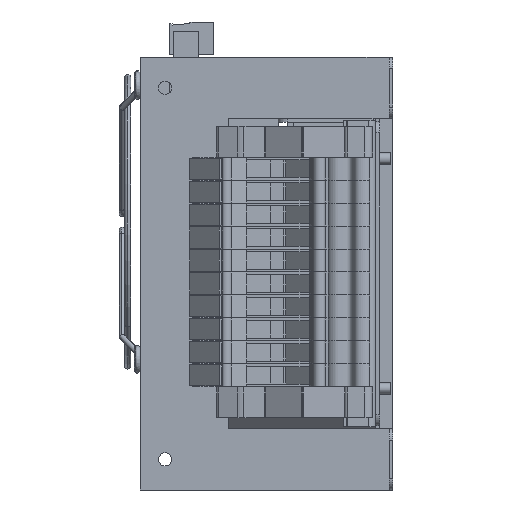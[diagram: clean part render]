
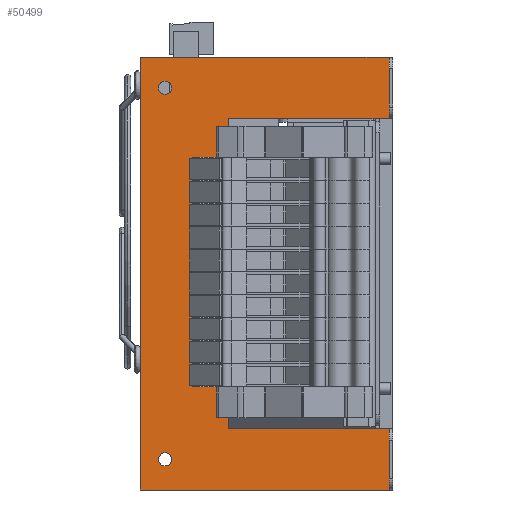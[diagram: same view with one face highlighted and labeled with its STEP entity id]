
A CAD part, left-side view. The second image highlights one B-rep face of the part: STEP entity #50499.
In plain terms, the highlighted planar face has unit normal (-1, 0, 0).
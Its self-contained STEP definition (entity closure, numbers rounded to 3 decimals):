
#451 = LINE ( 'NONE', #110049, #43949 ) ;
#2624 = VERTEX_POINT ( 'NONE', #27481 ) ;
#3305 = CARTESIAN_POINT ( 'NONE',  ( 14., 1.5, 16. ) ) ;
#4101 = DIRECTION ( 'NONE',  ( 0., 1., 0. ) ) ;
#5500 = CARTESIAN_POINT ( 'NONE',  ( 14., 43.5, 16. ) ) ;
#7031 = LINE ( 'NONE', #124527, #100999 ) ;
#7648 = VERTEX_POINT ( 'NONE', #68850 ) ;
#12505 = CARTESIAN_POINT ( 'NONE',  ( 14., 1.5, 97. ) ) ;
#14921 = LINE ( 'NONE', #5500, #89995 ) ;
#15062 = LINE ( 'NONE', #99632, #36296 ) ;
#16065 = CARTESIAN_POINT ( 'NONE',  ( 14., 60., 103.3 ) ) ;
#17220 = DIRECTION ( 'NONE',  ( 0., 0., -1. ) ) ;
#18666 = CARTESIAN_POINT ( 'NONE',  ( 14., 1.5, 16. ) ) ;
#19193 = AXIS2_PLACEMENT_3D ( 'NONE', #151952, #59463, #140203 ) ;
#20465 = LINE ( 'NONE', #139520, #90226 ) ;
#22722 = DIRECTION ( 'NONE',  ( 0., -1., 0. ) ) ;
#25388 = CIRCLE ( 'NONE', #105476, 1.7 ) ;
#27481 = CARTESIAN_POINT ( 'NONE',  ( 14., 1.5, 113. ) ) ;
#27684 = CARTESIAN_POINT ( 'NONE',  ( 14., 66.5, 113. ) ) ;
#28347 = EDGE_CURVE ( 'NONE', #82278, #48890, #451, .T. ) ;
#28933 = EDGE_LOOP ( 'NONE', ( #43743, #43630 ) ) ;
#31278 = CARTESIAN_POINT ( 'NONE',  ( 14., 43.5, 97. ) ) ;
#33810 = ORIENTED_EDGE ( 'NONE', *, *, #139733, .F. ) ;
#34466 = DIRECTION ( 'NONE',  ( -1., 0., 0. ) ) ;
#36296 = VECTOR ( 'NONE', #4101, 1000. ) ;
#36448 = DIRECTION ( 'NONE',  ( 0., 1., 0. ) ) ;
#36724 = EDGE_CURVE ( 'NONE', #7648, #121836, #25388, .T. ) ;
#37755 = VERTEX_POINT ( 'NONE', #31278 ) ;
#38230 = VERTEX_POINT ( 'NONE', #27684 ) ;
#43630 = ORIENTED_EDGE ( 'NONE', *, *, #45869, .F. ) ;
#43743 = ORIENTED_EDGE ( 'NONE', *, *, #36724, .F. ) ;
#43949 = VECTOR ( 'NONE', #36448, 1000. ) ;
#44689 = FACE_BOUND ( 'NONE', #145669, .T. ) ;
#45869 = EDGE_CURVE ( 'NONE', #121836, #7648, #134235, .T. ) ;
#48814 = CIRCLE ( 'NONE', #73835, 1.7 ) ;
#48890 = VERTEX_POINT ( 'NONE', #106699 ) ;
#50499 = ADVANCED_FACE ( 'NONE', ( #129276, #44689, #153543 ), #79923, .T. ) ;
#50795 = CARTESIAN_POINT ( 'NONE',  ( 14., 43.5, 16. ) ) ;
#55874 = VERTEX_POINT ( 'NONE', #55952 ) ;
#55952 = CARTESIAN_POINT ( 'NONE',  ( 14., 60., 106.7 ) ) ;
#56390 = DIRECTION ( 'NONE',  ( 0., 0., 1. ) ) ;
#57303 = ORIENTED_EDGE ( 'NONE', *, *, #79251, .T. ) ;
#59463 = DIRECTION ( 'NONE',  ( -1., 0., 0. ) ) ;
#60715 = EDGE_CURVE ( 'NONE', #2624, #143477, #7031, .T. ) ;
#61001 = ORIENTED_EDGE ( 'NONE', *, *, #65527, .F. ) ;
#65527 = EDGE_CURVE ( 'NONE', #37755, #82518, #123637, .T. ) ;
#68850 = CARTESIAN_POINT ( 'NONE',  ( 14., 60., 9.7 ) ) ;
#68857 = EDGE_CURVE ( 'NONE', #95751, #55874, #99841, .T. ) ;
#69320 = ORIENTED_EDGE ( 'NONE', *, *, #92918, .F. ) ;
#71364 = VERTEX_POINT ( 'NONE', #3305 ) ;
#73602 = CARTESIAN_POINT ( 'NONE',  ( 14., 60., 6.3 ) ) ;
#73679 = ORIENTED_EDGE ( 'NONE', *, *, #105700, .T. ) ;
#73835 = AXIS2_PLACEMENT_3D ( 'NONE', #91679, #34466, #103446 ) ;
#76644 = DIRECTION ( 'NONE',  ( 0., 0., -1. ) ) ;
#77418 = EDGE_CURVE ( 'NONE', #71364, #82278, #136176, .T. ) ;
#77436 = CARTESIAN_POINT ( 'NONE',  ( 14., 5.5, 113. ) ) ;
#79251 = EDGE_CURVE ( 'NONE', #2624, #38230, #90736, .T. ) ;
#79923 = PLANE ( 'NONE',  #153214 ) ;
#80691 = VECTOR ( 'NONE', #76644, 1000. ) ;
#82278 = VERTEX_POINT ( 'NONE', #133028 ) ;
#82518 = VERTEX_POINT ( 'NONE', #116469 ) ;
#85273 = DIRECTION ( 'NONE',  ( 0., 0., -1. ) ) ;
#89363 = ORIENTED_EDGE ( 'NONE', *, *, #77418, .F. ) ;
#89995 = VECTOR ( 'NONE', #112794, 1000. ) ;
#90226 = VECTOR ( 'NONE', #105811, 1000. ) ;
#90736 = LINE ( 'NONE', #77436, #110781 ) ;
#91679 = CARTESIAN_POINT ( 'NONE',  ( 14., 60., 105. ) ) ;
#92433 = CARTESIAN_POINT ( 'NONE',  ( 14., 60., 105. ) ) ;
#92918 = EDGE_CURVE ( 'NONE', #143477, #37755, #15062, .T. ) ;
#93225 = CARTESIAN_POINT ( 'NONE',  ( 14., 5.5, 113. ) ) ;
#95751 = VERTEX_POINT ( 'NONE', #16065 ) ;
#99632 = CARTESIAN_POINT ( 'NONE',  ( 14., 43.5, 97. ) ) ;
#99841 = CIRCLE ( 'NONE', #104877, 1.7 ) ;
#100999 = VECTOR ( 'NONE', #17220, 1000. ) ;
#101085 = CARTESIAN_POINT ( 'NONE',  ( 14., 60., 8. ) ) ;
#103446 = DIRECTION ( 'NONE',  ( 0., 0., 1. ) ) ;
#104877 = AXIS2_PLACEMENT_3D ( 'NONE', #92433, #130777, #105739 ) ;
#105476 = AXIS2_PLACEMENT_3D ( 'NONE', #101085, #115917, #56390 ) ;
#105700 = EDGE_CURVE ( 'NONE', #38230, #48890, #20465, .T. ) ;
#105739 = DIRECTION ( 'NONE',  ( 0., 0., 1. ) ) ;
#105811 = DIRECTION ( 'NONE',  ( 0., 0., -1. ) ) ;
#106699 = CARTESIAN_POINT ( 'NONE',  ( 14., 66.5, 0. ) ) ;
#110049 = CARTESIAN_POINT ( 'NONE',  ( 14., 5.5, 0. ) ) ;
#110781 = VECTOR ( 'NONE', #138529, 1000. ) ;
#112794 = DIRECTION ( 'NONE',  ( 0., -1., 0. ) ) ;
#114240 = ORIENTED_EDGE ( 'NONE', *, *, #60715, .F. ) ;
#115917 = DIRECTION ( 'NONE',  ( -1., 0., 0. ) ) ;
#115965 = DIRECTION ( 'NONE',  ( -1., 0., 0. ) ) ;
#116469 = CARTESIAN_POINT ( 'NONE',  ( 14., 43.5, 16. ) ) ;
#119511 = ORIENTED_EDGE ( 'NONE', *, *, #68857, .F. ) ;
#121836 = VERTEX_POINT ( 'NONE', #73602 ) ;
#123637 = LINE ( 'NONE', #50795, #134169 ) ;
#124527 = CARTESIAN_POINT ( 'NONE',  ( 14., 1.5, 113. ) ) ;
#129276 = FACE_BOUND ( 'NONE', #28933, .T. ) ;
#130777 = DIRECTION ( 'NONE',  ( -1., 0., 0. ) ) ;
#133028 = CARTESIAN_POINT ( 'NONE',  ( 14., 1.5, 0. ) ) ;
#133424 = ORIENTED_EDGE ( 'NONE', *, *, #145878, .F. ) ;
#134169 = VECTOR ( 'NONE', #85273, 1000. ) ;
#134235 = CIRCLE ( 'NONE', #19193, 1.7 ) ;
#136176 = LINE ( 'NONE', #18666, #80691 ) ;
#138529 = DIRECTION ( 'NONE',  ( 0., 1., 0. ) ) ;
#139520 = CARTESIAN_POINT ( 'NONE',  ( 14., 66.5, 113. ) ) ;
#139717 = ORIENTED_EDGE ( 'NONE', *, *, #28347, .F. ) ;
#139733 = EDGE_CURVE ( 'NONE', #82518, #71364, #14921, .T. ) ;
#140050 = EDGE_LOOP ( 'NONE', ( #69320, #114240, #57303, #73679, #139717, #89363, #33810, #61001 ) ) ;
#140203 = DIRECTION ( 'NONE',  ( 0., 0., 1. ) ) ;
#143477 = VERTEX_POINT ( 'NONE', #12505 ) ;
#145669 = EDGE_LOOP ( 'NONE', ( #133424, #119511 ) ) ;
#145878 = EDGE_CURVE ( 'NONE', #55874, #95751, #48814, .T. ) ;
#151952 = CARTESIAN_POINT ( 'NONE',  ( 14., 60., 8. ) ) ;
#153214 = AXIS2_PLACEMENT_3D ( 'NONE', #93225, #115965, #22722 ) ;
#153543 = FACE_OUTER_BOUND ( 'NONE', #140050, .T. ) ;
